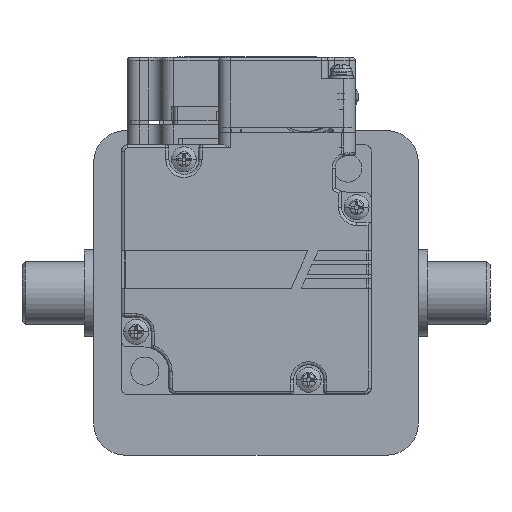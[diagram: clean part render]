
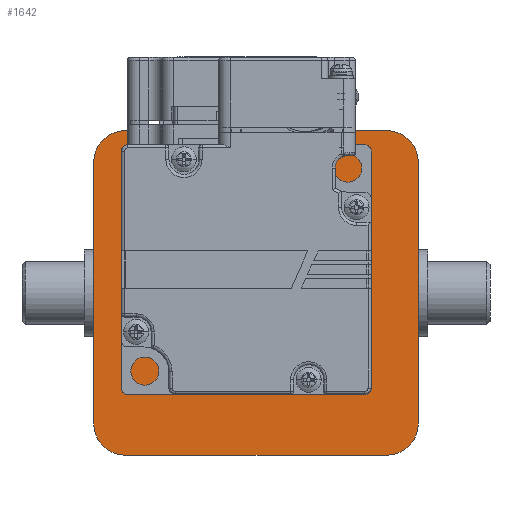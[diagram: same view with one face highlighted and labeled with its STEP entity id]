
A CAD part, front view. The second image highlights one B-rep face of the part: STEP entity #1642.
In plain terms, the highlighted face is planar.
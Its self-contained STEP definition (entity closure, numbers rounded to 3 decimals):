
#1642 = ADVANCED_FACE ( 'NONE', ( #40112, #3424 ), #41288, .T. ) ;
#2563 = DIRECTION ( 'NONE',  ( 0., 0., -1. ) ) ;
#2624 = EDGE_CURVE ( 'NONE', #2890, #33397, #68501, .T. ) ;
#2890 = VERTEX_POINT ( 'NONE', #3140 ) ;
#2946 = CARTESIAN_POINT ( 'NONE',  ( -21., 21., -60. ) ) ;
#3140 = CARTESIAN_POINT ( 'NONE',  ( -26., 21., -60. ) ) ;
#3424 = FACE_BOUND ( 'NONE', #15754, .T. ) ;
#3819 = CARTESIAN_POINT ( 'NONE',  ( -8.048, 0., -60. ) ) ;
#3839 = CARTESIAN_POINT ( 'NONE',  ( 0., 0., -60. ) ) ;
#4727 = CARTESIAN_POINT ( 'NONE',  ( 26., -21., -60. ) ) ;
#4898 = CIRCLE ( 'NONE', #60962, 8.048 ) ;
#5250 = CARTESIAN_POINT ( 'NONE',  ( -21., -26., -60. ) ) ;
#6850 = EDGE_CURVE ( 'NONE', #33397, #61046, #34354, .T. ) ;
#6961 = CARTESIAN_POINT ( 'NONE',  ( 21., -21., -60. ) ) ;
#10019 = AXIS2_PLACEMENT_3D ( 'NONE', #46396, #2563, #70362 ) ;
#10341 = ORIENTED_EDGE ( 'NONE', *, *, #28720, .T. ) ;
#10378 = ORIENTED_EDGE ( 'NONE', *, *, #52740, .T. ) ;
#11288 = AXIS2_PLACEMENT_3D ( 'NONE', #42857, #12177, #38064 ) ;
#11437 = DIRECTION ( 'NONE',  ( 0., 0., -1. ) ) ;
#11508 = AXIS2_PLACEMENT_3D ( 'NONE', #26783, #39107, #20013 ) ;
#12177 = DIRECTION ( 'NONE',  ( 0., 0., -1. ) ) ;
#12335 = ORIENTED_EDGE ( 'NONE', *, *, #2624, .T. ) ;
#13101 = CARTESIAN_POINT ( 'NONE',  ( 21., 26., -60. ) ) ;
#13450 = VECTOR ( 'NONE', #35086, 1000. ) ;
#15754 = EDGE_LOOP ( 'NONE', ( #57029, #48017 ) ) ;
#16184 = DIRECTION ( 'NONE',  ( -1., 0., 0. ) ) ;
#18634 = CARTESIAN_POINT ( 'NONE',  ( 26., 21., -60. ) ) ;
#19768 = ORIENTED_EDGE ( 'NONE', *, *, #77453, .T. ) ;
#19954 = VERTEX_POINT ( 'NONE', #35815 ) ;
#20013 = DIRECTION ( 'NONE',  ( -1., 0., 0. ) ) ;
#20257 = ORIENTED_EDGE ( 'NONE', *, *, #53140, .T. ) ;
#24016 = VERTEX_POINT ( 'NONE', #40157 ) ;
#24478 = ORIENTED_EDGE ( 'NONE', *, *, #63918, .T. ) ;
#25060 = AXIS2_PLACEMENT_3D ( 'NONE', #3839, #52851, #16184 ) ;
#26783 = CARTESIAN_POINT ( 'NONE',  ( -21., -21., -60. ) ) ;
#28720 = EDGE_CURVE ( 'NONE', #24016, #2890, #37288, .T. ) ;
#29389 = CARTESIAN_POINT ( 'NONE',  ( 0., 0., -60. ) ) ;
#30745 = DIRECTION ( 'NONE',  ( 0., -1., 0. ) ) ;
#31310 = CARTESIAN_POINT ( 'NONE',  ( -26., 26., -60. ) ) ;
#33397 = VERTEX_POINT ( 'NONE', #51223 ) ;
#33905 = LINE ( 'NONE', #71399, #13450 ) ;
#34354 = LINE ( 'NONE', #41101, #76024 ) ;
#34372 = CARTESIAN_POINT ( 'NONE',  ( 21., -26., -60. ) ) ;
#34450 = DIRECTION ( 'NONE',  ( 0., 0., -1. ) ) ;
#35023 = EDGE_CURVE ( 'NONE', #76623, #73456, #36712, .T. ) ;
#35086 = DIRECTION ( 'NONE',  ( -1., 0., 0. ) ) ;
#35815 = CARTESIAN_POINT ( 'NONE',  ( 8.048, 0., -60. ) ) ;
#36712 = LINE ( 'NONE', #61033, #54997 ) ;
#37288 = LINE ( 'NONE', #31310, #45296 ) ;
#37640 = ORIENTED_EDGE ( 'NONE', *, *, #6850, .T. ) ;
#38064 = DIRECTION ( 'NONE',  ( -1., 0., 0. ) ) ;
#39107 = DIRECTION ( 'NONE',  ( 0., 0., -1. ) ) ;
#39372 = VERTEX_POINT ( 'NONE', #34372 ) ;
#40112 = FACE_OUTER_BOUND ( 'NONE', #65839, .T. ) ;
#40157 = CARTESIAN_POINT ( 'NONE',  ( -26., -21., -60. ) ) ;
#41101 = CARTESIAN_POINT ( 'NONE',  ( 26., 26., -60. ) ) ;
#41288 = PLANE ( 'NONE',  #25060 ) ;
#42857 = CARTESIAN_POINT ( 'NONE',  ( 0., 0., -60. ) ) ;
#43036 = AXIS2_PLACEMENT_3D ( 'NONE', #2946, #34450, #71533 ) ;
#45296 = VECTOR ( 'NONE', #55594, 1000. ) ;
#45669 = CIRCLE ( 'NONE', #11288, 8.048 ) ;
#46000 = EDGE_CURVE ( 'NONE', #19954, #76861, #4898, .T. ) ;
#46396 = CARTESIAN_POINT ( 'NONE',  ( 21., 21., -60. ) ) ;
#48017 = ORIENTED_EDGE ( 'NONE', *, *, #52693, .F. ) ;
#51223 = CARTESIAN_POINT ( 'NONE',  ( -21., 26., -60. ) ) ;
#52693 = EDGE_CURVE ( 'NONE', #76861, #19954, #45669, .T. ) ;
#52740 = EDGE_CURVE ( 'NONE', #73456, #39372, #53335, .T. ) ;
#52851 = DIRECTION ( 'NONE',  ( 0., 0., -1. ) ) ;
#53140 = EDGE_CURVE ( 'NONE', #61046, #76623, #77542, .T. ) ;
#53335 = CIRCLE ( 'NONE', #62291, 5. ) ;
#54997 = VECTOR ( 'NONE', #30745, 1000. ) ;
#55594 = DIRECTION ( 'NONE',  ( 0., 1., 0. ) ) ;
#56009 = DIRECTION ( 'NONE',  ( 0., 0., -1. ) ) ;
#56061 = CIRCLE ( 'NONE', #11508, 5. ) ;
#57029 = ORIENTED_EDGE ( 'NONE', *, *, #46000, .F. ) ;
#60962 = AXIS2_PLACEMENT_3D ( 'NONE', #29389, #11437, #70869 ) ;
#61033 = CARTESIAN_POINT ( 'NONE',  ( 26., 26., -60. ) ) ;
#61046 = VERTEX_POINT ( 'NONE', #13101 ) ;
#62291 = AXIS2_PLACEMENT_3D ( 'NONE', #6961, #56009, #62398 ) ;
#62398 = DIRECTION ( 'NONE',  ( -1., 0., 0. ) ) ;
#62437 = VERTEX_POINT ( 'NONE', #5250 ) ;
#63918 = EDGE_CURVE ( 'NONE', #39372, #62437, #33905, .T. ) ;
#65426 = DIRECTION ( 'NONE',  ( 1., 0., 0. ) ) ;
#65839 = EDGE_LOOP ( 'NONE', ( #68622, #10378, #24478, #19768, #10341, #12335, #37640, #20257 ) ) ;
#68501 = CIRCLE ( 'NONE', #43036, 5. ) ;
#68622 = ORIENTED_EDGE ( 'NONE', *, *, #35023, .T. ) ;
#70362 = DIRECTION ( 'NONE',  ( -1., 0., 0. ) ) ;
#70869 = DIRECTION ( 'NONE',  ( -1., 0., 0. ) ) ;
#71399 = CARTESIAN_POINT ( 'NONE',  ( 26., -26., -60. ) ) ;
#71533 = DIRECTION ( 'NONE',  ( -1., 0., 0. ) ) ;
#73456 = VERTEX_POINT ( 'NONE', #4727 ) ;
#76024 = VECTOR ( 'NONE', #65426, 1000. ) ;
#76623 = VERTEX_POINT ( 'NONE', #18634 ) ;
#76861 = VERTEX_POINT ( 'NONE', #3819 ) ;
#77453 = EDGE_CURVE ( 'NONE', #62437, #24016, #56061, .T. ) ;
#77542 = CIRCLE ( 'NONE', #10019, 5. ) ;
